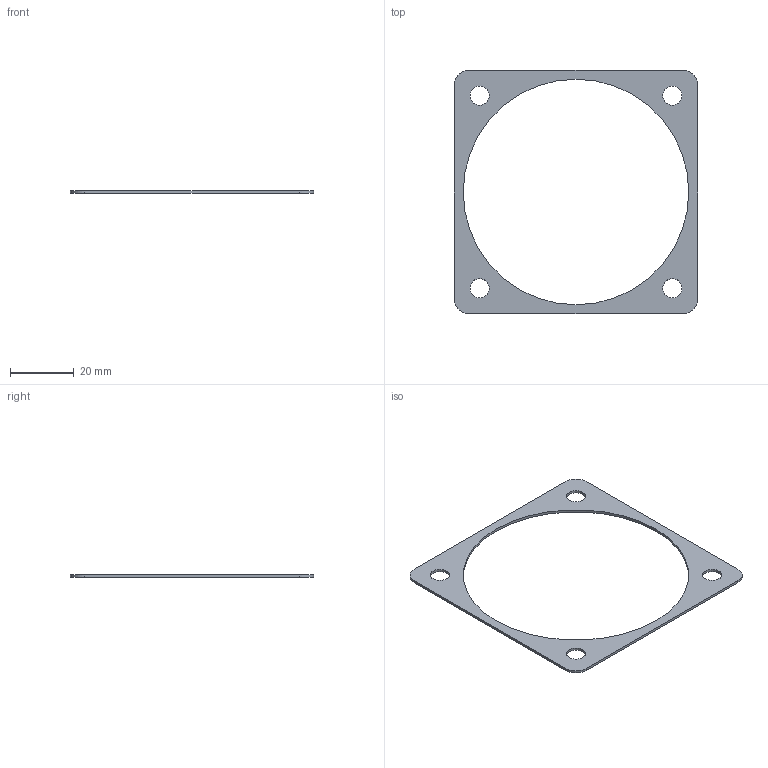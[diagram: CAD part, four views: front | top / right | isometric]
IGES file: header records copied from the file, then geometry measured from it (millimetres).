
Start section:  PTC IGES file: c-2488590-1-1-3d.igs
Global section: file name: c-2488590-1-1-3d.igs; native system: Creo Parametric by PTC Inc.; preprocessor: 2021072; author: workeradm; organization: Unknown; units: millimetre
Bounding box: 76.2 x 76.2 x 0.8 mm (x, y, z)
Surface area: 3989.1 mm2 (no closed solid volume)
Topology: 0 solids, 0 shells, 20 faces, 112 edges, 116 vertices
Faces by surface type: revolution 14, bspline 6
